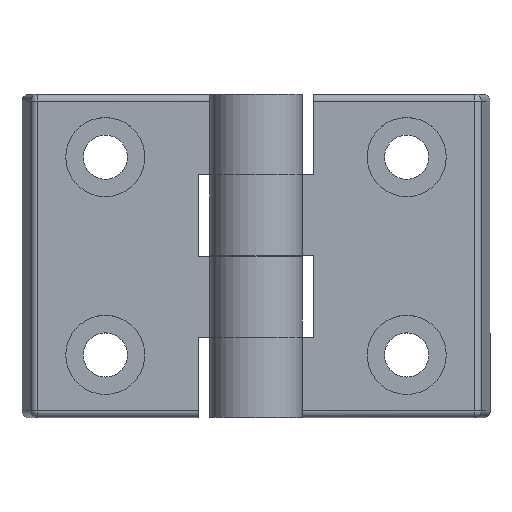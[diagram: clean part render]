
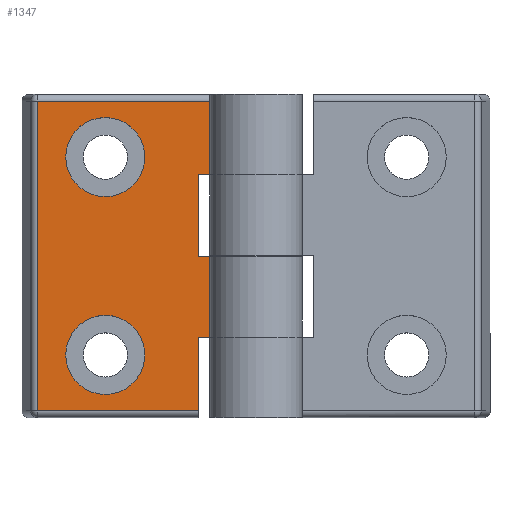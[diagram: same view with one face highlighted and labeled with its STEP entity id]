
A CAD part, top view. The second image highlights one B-rep face of the part: STEP entity #1347.
In plain terms, the highlighted planar face has unit normal (0, 0, 1).
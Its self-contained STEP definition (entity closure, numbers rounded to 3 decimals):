
#1 = CARTESIAN_POINT ( 'NONE',  ( -14.25, -10.2, 4.05 ) ) ;
#12 = VERTEX_POINT ( 'NONE', #1771 ) ;
#14 = ORIENTED_EDGE ( 'NONE', *, *, #1490, .F. ) ;
#33 = CARTESIAN_POINT ( 'NONE',  ( 12.75, -21.4, 4.05 ) ) ;
#38 = VERTEX_POINT ( 'NONE', #1319 ) ;
#77 = ORIENTED_EDGE ( 'NONE', *, *, #1462, .F. ) ;
#114 = CARTESIAN_POINT ( 'NONE',  ( 1.619, 17.1, 4.05 ) ) ;
#131 = CARTESIAN_POINT ( 'NONE',  ( -12.5, -10.2, 4.05 ) ) ;
#149 = VECTOR ( 'NONE', #688, 1000. ) ;
#182 = CARTESIAN_POINT ( 'NONE',  ( 0., -10.2, 4.05 ) ) ;
#185 = AXIS2_PLACEMENT_3D ( 'NONE', #929, #1225, #1503 ) ;
#199 = EDGE_CURVE ( 'NONE', #1057, #1893, #1378, .T. ) ;
#217 = AXIS2_PLACEMENT_3D ( 'NONE', #1809, #618, #1227 ) ;
#250 = DIRECTION ( 'NONE',  ( 1., 0., 0. ) ) ;
#256 = ORIENTED_EDGE ( 'NONE', *, *, #1389, .F. ) ;
#258 = ORIENTED_EDGE ( 'NONE', *, *, #725, .T. ) ;
#263 = DIRECTION ( 'NONE',  ( 0., 0., 1. ) ) ;
#272 = EDGE_LOOP ( 'NONE', ( #1539, #1729 ) ) ;
#296 = CARTESIAN_POINT ( 'NONE',  ( -14.25, 26.6, 4.05 ) ) ;
#323 = ORIENTED_EDGE ( 'NONE', *, *, #1077, .T. ) ;
#352 = EDGE_CURVE ( 'NONE', #1782, #12, #1167, .T. ) ;
#363 = EDGE_CURVE ( 'NONE', #1721, #499, #1273, .T. ) ;
#439 = CARTESIAN_POINT ( 'NONE',  ( -12.5, 2.2, 4.05 ) ) ;
#460 = LINE ( 'NONE', #1079, #2008 ) ;
#465 = CARTESIAN_POINT ( 'NONE',  ( 1.619, -12.9, 4.05 ) ) ;
#467 = LINE ( 'NONE', #1089, #1806 ) ;
#493 = ORIENTED_EDGE ( 'NONE', *, *, #896, .F. ) ;
#499 = VERTEX_POINT ( 'NONE', #1348 ) ;
#519 = VECTOR ( 'NONE', #1607, 1000. ) ;
#585 = ORIENTED_EDGE ( 'NONE', *, *, #352, .F. ) ;
#601 = CARTESIAN_POINT ( 'NONE',  ( -14.25, 14.4, 4.05 ) ) ;
#618 = DIRECTION ( 'NONE',  ( 0., 0., 1. ) ) ;
#622 = CIRCLE ( 'NONE', #1876, 6. ) ;
#639 = DIRECTION ( 'NONE',  ( 0., -1., 0. ) ) ;
#661 = CARTESIAN_POINT ( 'NONE',  ( 0., 14.4, 4.05 ) ) ;
#688 = DIRECTION ( 'NONE',  ( -1., 0., 0. ) ) ;
#698 = VERTEX_POINT ( 'NONE', #1 ) ;
#712 = LINE ( 'NONE', #1337, #1940 ) ;
#725 = EDGE_CURVE ( 'NONE', #1748, #1778, #926, .T. ) ;
#734 = DIRECTION ( 'NONE',  ( 0., 1., 0. ) ) ;
#767 = CARTESIAN_POINT ( 'NONE',  ( 1.619, 17.1, 4.05 ) ) ;
#789 = CARTESIAN_POINT ( 'NONE',  ( -14.25, 2.2, 4.05 ) ) ;
#803 = ORIENTED_EDGE ( 'NONE', *, *, #1919, .T. ) ;
#807 = DIRECTION ( 'NONE',  ( 0., 1., 0. ) ) ;
#851 = VECTOR ( 'NONE', #1343, 1000. ) ;
#895 = FACE_OUTER_BOUND ( 'NONE', #957, .T. ) ;
#896 = EDGE_CURVE ( 'NONE', #1947, #38, #915, .T. ) ;
#915 = CIRCLE ( 'NONE', #217, 6. ) ;
#926 = LINE ( 'NONE', #1880, #1613 ) ;
#929 = CARTESIAN_POINT ( 'NONE',  ( 0., 0., 4.05 ) ) ;
#932 = DIRECTION ( 'NONE',  ( 1., 0., 0. ) ) ;
#938 = DIRECTION ( 'NONE',  ( 1., 0., 0. ) ) ;
#953 = EDGE_CURVE ( 'NONE', #1034, #1748, #712, .T. ) ;
#957 = EDGE_LOOP ( 'NONE', ( #323, #988, #256, #585, #2016, #1340, #258, #14, #803, #1239 ) ) ;
#988 = ORIENTED_EDGE ( 'NONE', *, *, #1129, .T. ) ;
#995 = LINE ( 'NONE', #1594, #1484 ) ;
#1034 = VERTEX_POINT ( 'NONE', #789 ) ;
#1057 = VERTEX_POINT ( 'NONE', #1730 ) ;
#1068 = DIRECTION ( 'NONE',  ( 1., 0., 0. ) ) ;
#1077 = EDGE_CURVE ( 'NONE', #499, #1926, #467, .T. ) ;
#1079 = CARTESIAN_POINT ( 'NONE',  ( -12.5, 0., 4.05 ) ) ;
#1089 = CARTESIAN_POINT ( 'NONE',  ( 11.92, 0., 4.05 ) ) ;
#1122 = DIRECTION ( 'NONE',  ( 0., 0., 1. ) ) ;
#1129 = EDGE_CURVE ( 'NONE', #1926, #1242, #1927, .T. ) ;
#1141 = CARTESIAN_POINT ( 'NONE',  ( 7.619, 17.1, 4.05 ) ) ;
#1167 = LINE ( 'NONE', #661, #519 ) ;
#1169 = CIRCLE ( 'NONE', #1454, 6. ) ;
#1202 = PLANE ( 'NONE',  #185 ) ;
#1225 = DIRECTION ( 'NONE',  ( 0., 0., 1. ) ) ;
#1227 = DIRECTION ( 'NONE',  ( 1., 0., 0. ) ) ;
#1239 = ORIENTED_EDGE ( 'NONE', *, *, #363, .T. ) ;
#1242 = VERTEX_POINT ( 'NONE', #1494 ) ;
#1261 = VECTOR ( 'NONE', #1850, 1000. ) ;
#1273 = LINE ( 'NONE', #33, #1576 ) ;
#1283 = EDGE_CURVE ( 'NONE', #1782, #1034, #1528, .T. ) ;
#1304 = EDGE_CURVE ( 'NONE', #1893, #1057, #1169, .T. ) ;
#1319 = CARTESIAN_POINT ( 'NONE',  ( -4.381, -12.9, 4.05 ) ) ;
#1337 = CARTESIAN_POINT ( 'NONE',  ( 0., 2.2, 4.05 ) ) ;
#1340 = ORIENTED_EDGE ( 'NONE', *, *, #953, .T. ) ;
#1343 = DIRECTION ( 'NONE',  ( 0., -1., 0. ) ) ;
#1347 = ADVANCED_FACE ( 'NONE', ( #1665, #1351, #895 ), #1202, .T. ) ;
#1348 = CARTESIAN_POINT ( 'NONE',  ( 11.92, -21.4, 4.05 ) ) ;
#1351 = FACE_BOUND ( 'NONE', #2013, .T. ) ;
#1378 = CIRCLE ( 'NONE', #1900, 6. ) ;
#1389 = EDGE_CURVE ( 'NONE', #12, #1242, #460, .T. ) ;
#1413 = LINE ( 'NONE', #182, #1261 ) ;
#1441 = DIRECTION ( 'NONE',  ( 1., 0., 0. ) ) ;
#1454 = AXIS2_PLACEMENT_3D ( 'NONE', #767, #263, #1068 ) ;
#1462 = EDGE_CURVE ( 'NONE', #38, #1947, #622, .T. ) ;
#1484 = VECTOR ( 'NONE', #1542, 1000. ) ;
#1490 = EDGE_CURVE ( 'NONE', #698, #1778, #1413, .T. ) ;
#1494 = CARTESIAN_POINT ( 'NONE',  ( -12.5, 25.6, 4.05 ) ) ;
#1503 = DIRECTION ( 'NONE',  ( 1., 0., 0. ) ) ;
#1508 = CARTESIAN_POINT ( 'NONE',  ( -14.25, -21.4, 4.05 ) ) ;
#1528 = LINE ( 'NONE', #296, #851 ) ;
#1539 = ORIENTED_EDGE ( 'NONE', *, *, #1304, .F. ) ;
#1542 = DIRECTION ( 'NONE',  ( 0., -1., 0. ) ) ;
#1576 = VECTOR ( 'NONE', #1441, 1000. ) ;
#1594 = CARTESIAN_POINT ( 'NONE',  ( -14.25, 26.6, 4.05 ) ) ;
#1607 = DIRECTION ( 'NONE',  ( 1., 0., 0. ) ) ;
#1613 = VECTOR ( 'NONE', #639, 1000. ) ;
#1633 = CARTESIAN_POINT ( 'NONE',  ( -12.5, 25.6, 4.05 ) ) ;
#1642 = DIRECTION ( 'NONE',  ( 0., 0., 1. ) ) ;
#1665 = FACE_BOUND ( 'NONE', #272, .T. ) ;
#1721 = VERTEX_POINT ( 'NONE', #1508 ) ;
#1729 = ORIENTED_EDGE ( 'NONE', *, *, #199, .F. ) ;
#1730 = CARTESIAN_POINT ( 'NONE',  ( -4.381, 17.1, 4.05 ) ) ;
#1748 = VERTEX_POINT ( 'NONE', #439 ) ;
#1763 = CARTESIAN_POINT ( 'NONE',  ( 11.92, 25.6, 4.05 ) ) ;
#1771 = CARTESIAN_POINT ( 'NONE',  ( -12.5, 14.4, 4.05 ) ) ;
#1778 = VERTEX_POINT ( 'NONE', #131 ) ;
#1782 = VERTEX_POINT ( 'NONE', #601 ) ;
#1806 = VECTOR ( 'NONE', #807, 1000. ) ;
#1809 = CARTESIAN_POINT ( 'NONE',  ( 1.619, -12.9, 4.05 ) ) ;
#1850 = DIRECTION ( 'NONE',  ( 1., 0., 0. ) ) ;
#1876 = AXIS2_PLACEMENT_3D ( 'NONE', #465, #1122, #938 ) ;
#1880 = CARTESIAN_POINT ( 'NONE',  ( -12.5, 0., 4.05 ) ) ;
#1893 = VERTEX_POINT ( 'NONE', #1141 ) ;
#1900 = AXIS2_PLACEMENT_3D ( 'NONE', #114, #1642, #250 ) ;
#1910 = CARTESIAN_POINT ( 'NONE',  ( 7.619, -12.9, 4.05 ) ) ;
#1919 = EDGE_CURVE ( 'NONE', #698, #1721, #995, .T. ) ;
#1926 = VERTEX_POINT ( 'NONE', #1763 ) ;
#1927 = LINE ( 'NONE', #1633, #149 ) ;
#1940 = VECTOR ( 'NONE', #932, 1000. ) ;
#1947 = VERTEX_POINT ( 'NONE', #1910 ) ;
#2008 = VECTOR ( 'NONE', #734, 1000. ) ;
#2013 = EDGE_LOOP ( 'NONE', ( #493, #77 ) ) ;
#2016 = ORIENTED_EDGE ( 'NONE', *, *, #1283, .T. ) ;
